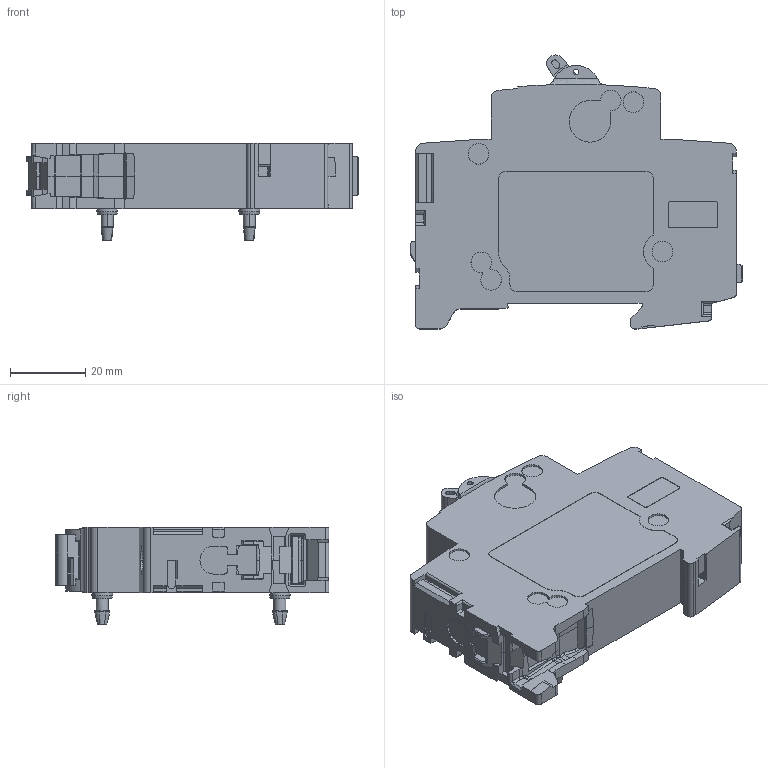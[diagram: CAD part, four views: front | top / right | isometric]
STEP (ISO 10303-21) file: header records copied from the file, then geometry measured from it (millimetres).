
FILE_DESCRIPTION((''),'2;1');
FILE_NAME('2CDS200909_OHNE_ABB','2013-09-05T',('DEU121775'),(''),'PRO/ENGINEER BY PARAMETRIC TECHNOLOGY CORPORATION, 2011310','PRO/ENGINEER BY PARAMETRIC TECHNOLOGY CORPORATION, 2011310','');
FILE_SCHEMA(('AUTOMOTIVE_DESIGN_CC2 { 1 2 10303 214 -1 1 5 2 }'));
Length unit declared in the file: millimetre
Products named in the file (1): 2CDS200909_OHNE_ABB
Bounding box: 88 x 72.6 x 25.84 mm (x, y, z)
Volume: 75863.1 mm3; surface area: 16421.3 mm2
Topology: 1 solids, 1 shells, 826 faces, 2249 edges, 1454 vertices
Faces by surface type: plane 544, cylinder 194, cone 42, bspline 28, torus 14, sphere 4
Entity records: 30495 total; most frequent: CARTESIAN_POINT 8336, ORIENTED_EDGE 4498, DIRECTION 3977, EDGE_CURVE 2249, VECTOR 1573, LINE 1573, VERTEX_POINT 1454, AXIS2_PLACEMENT_3D 1202
